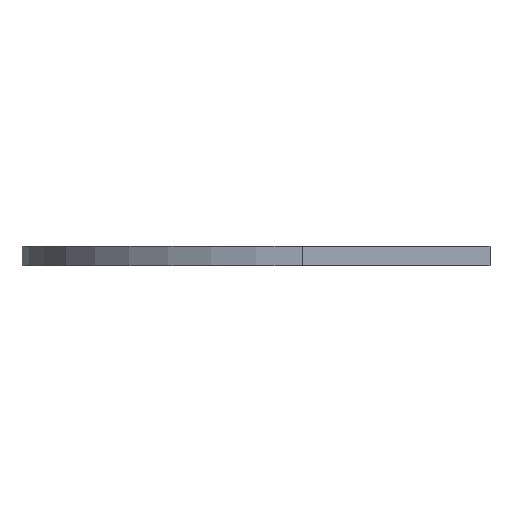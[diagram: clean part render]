
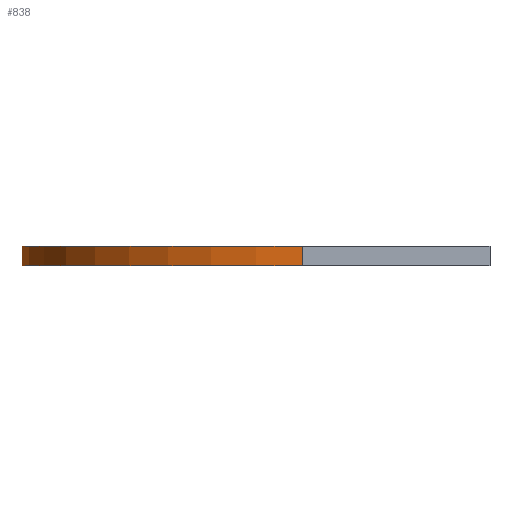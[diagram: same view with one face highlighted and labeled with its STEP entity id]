
A CAD part, left-side view. The second image highlights one B-rep face of the part: STEP entity #838.
In plain terms, the highlighted cylindrical face has radius 127.417 mm (diameter 254.834 mm), a partial arc.
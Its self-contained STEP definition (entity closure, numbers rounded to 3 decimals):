
#102=FACE_OUTER_BOUND('',#172,.T.);
#172=EDGE_LOOP('',(#773,#774,#775,#776));
#223=LINE('',#1358,#295);
#244=LINE('',#1402,#316);
#295=VECTOR('',#1103,10.);
#316=VECTOR('',#1170,10.);
#322=CIRCLE('',#863,127.417);
#347=CIRCLE('',#897,127.417);
#380=VERTEX_POINT('',#1223);
#381=VERTEX_POINT('',#1225);
#413=VERTEX_POINT('',#1309);
#414=VERTEX_POINT('',#1311);
#459=EDGE_CURVE('',#381,#380,#322,.T.);
#503=EDGE_CURVE('',#414,#413,#347,.F.);
#527=EDGE_CURVE('',#381,#413,#223,.T.);
#548=EDGE_CURVE('',#414,#380,#244,.F.);
#773=ORIENTED_EDGE('',*,*,#459,.T.);
#774=ORIENTED_EDGE('',*,*,#548,.F.);
#775=ORIENTED_EDGE('',*,*,#503,.T.);
#776=ORIENTED_EDGE('',*,*,#527,.F.);
#798=CYLINDRICAL_SURFACE('',#934,127.417);
#838=ADVANCED_FACE('',(#102),#798,.T.);
#863=AXIS2_PLACEMENT_3D('',#1226,#976,#977);
#897=AXIS2_PLACEMENT_3D('',#1312,#1063,#1064);
#934=AXIS2_PLACEMENT_3D('',#1403,#1171,#1172);
#976=DIRECTION('center_axis',(0.,0.,-1.));
#977=DIRECTION('ref_axis',(0.885,0.465,0.));
#1063=DIRECTION('center_axis',(0.,0.,-1.));
#1064=DIRECTION('ref_axis',(0.885,0.465,0.));
#1103=DIRECTION('',(0.,0.,-1.));
#1170=DIRECTION('',(0.,0.,-1.));
#1171=DIRECTION('center_axis',(0.,0.,1.));
#1172=DIRECTION('ref_axis',(0.885,0.465,0.));
#1223=CARTESIAN_POINT('',(2754.938,-316.83,-958.614));
#1225=CARTESIAN_POINT('',(2514.734,-376.111,-958.614));
#1226=CARTESIAN_POINT('Origin',(2642.151,-376.111,-958.614));
#1309=CARTESIAN_POINT('',(2514.734,-376.111,-967.614));
#1311=CARTESIAN_POINT('',(2754.938,-316.83,-967.614));
#1312=CARTESIAN_POINT('Origin',(2642.151,-376.111,-967.614));
#1358=CARTESIAN_POINT('',(2514.734,-376.111,-960.614));
#1402=CARTESIAN_POINT('',(2754.938,-316.83,-960.614));
#1403=CARTESIAN_POINT('Origin',(2642.151,-376.111,-960.614));
